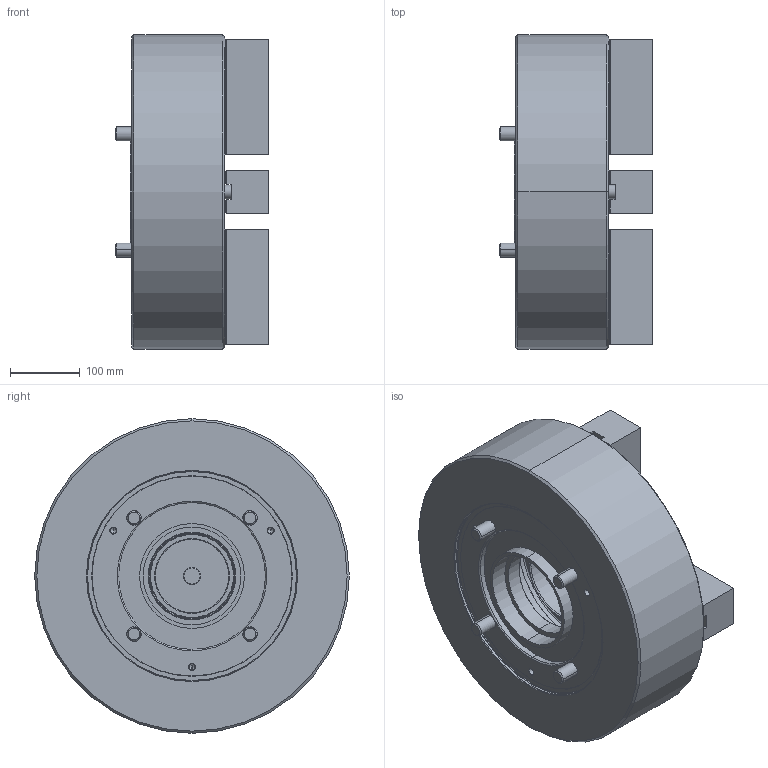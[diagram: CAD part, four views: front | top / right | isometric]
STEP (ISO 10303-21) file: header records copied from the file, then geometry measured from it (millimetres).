
FILE_DESCRIPTION (( 'STEP AP203' ), '1' );
FILE_NAME ('CF-4H-18.STEP', '2019-12-26T03:40:29', ( 'temp' ), ( '' ), 'SwSTEP 2.0', 'SolidWorks 2016', '' );
FILE_SCHEMA (( 'CONFIG_CONTROL_DESIGN' ));
Length unit declared in the file: metre
Products named in the file (9): CF-4H-18; CF-4H-18-01000; CF-4H-18-02000; CF-4H-18-08000; CF-4H-18-05000; 半圓頭六角孔螺栓_M6x12; SJ-15H; 圓頭內六角螺栓_M20x55; 圓頭內六角螺栓_M20x130
Assembly tree (24 placements, depth 2):
  CF-4H-18
    CF-4H-18-01000
    CF-4H-18-02000
    CF-4H-18-08000
    CF-4H-18-05000
    半圓頭六角孔螺栓_M6x12  x4
    SJ-15H  x4
    圓頭內六角螺栓_M20x55  x8
    圓頭內六角螺栓_M20x130  x4
Bounding box: 220.25 x 450 x 450 mm (x, y, z)
Volume: 20286441.8 mm3; surface area: 1161935.9 mm2
Topology: 24 solids, 24 shells, 4262 faces, 12210 edges, 8044 vertices
Faces by surface type: plane 2988, cylinder 1098, cone 158, torus 18
Entity records: 39665 total; most frequent: CARTESIAN_POINT 8135, ORIENTED_EDGE 6712, DIRECTION 5784, EDGE_CURVE 3356, VECTOR 2524, LINE 2524, VERTEX_POINT 2205, AXIS2_PLACEMENT_3D 1630
